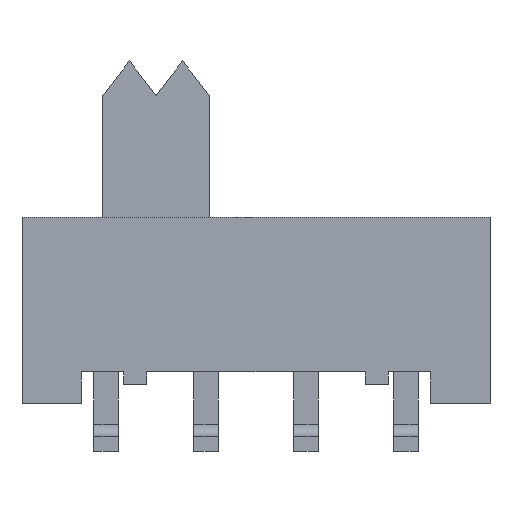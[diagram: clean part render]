
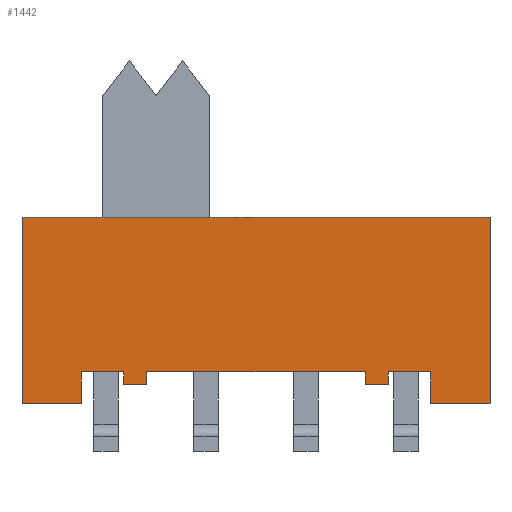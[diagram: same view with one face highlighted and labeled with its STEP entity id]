
A CAD part, front view. The second image highlights one B-rep face of the part: STEP entity #1442.
In plain terms, the highlighted planar face has unit normal (0, -1, 0).
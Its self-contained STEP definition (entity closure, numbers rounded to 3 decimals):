
#76=DIRECTION('',(0.,0.,-1.));
#77=VECTOR('',#76,5.969);
#78=CARTESIAN_POINT('',(-7.493,-2.794,0.));
#79=LINE('',#78,#77);
#176=DIRECTION('',(0.,0.,1.));
#177=VECTOR('',#176,1.016);
#178=CARTESIAN_POINT('',(-5.588,-2.794,-5.969));
#179=LINE('',#178,#177);
#180=DIRECTION('',(1.,0.,0.));
#181=VECTOR('',#180,14.986);
#182=CARTESIAN_POINT('',(-7.493,-2.794,0.));
#183=LINE('',#182,#181);
#184=DIRECTION('',(0.,0.,1.));
#185=VECTOR('',#184,1.016);
#186=CARTESIAN_POINT('',(5.588,-2.794,-5.969));
#187=LINE('',#186,#185);
#188=DIRECTION('',(1.,0.,0.));
#189=VECTOR('',#188,1.346);
#190=CARTESIAN_POINT('',(4.242,-2.794,-4.953));
#191=LINE('',#190,#189);
#192=DIRECTION('',(0.,0.,1.));
#193=VECTOR('',#192,0.406);
#194=CARTESIAN_POINT('',(4.242,-2.794,-5.359));
#195=LINE('',#194,#193);
#196=DIRECTION('',(1.,0.,0.));
#197=VECTOR('',#196,0.737);
#198=CARTESIAN_POINT('',(3.505,-2.794,-5.359));
#199=LINE('',#198,#197);
#200=DIRECTION('',(0.,0.,-1.));
#201=VECTOR('',#200,0.406);
#202=CARTESIAN_POINT('',(3.505,-2.794,-4.953));
#203=LINE('',#202,#201);
#204=DIRECTION('',(1.,0.,0.));
#205=VECTOR('',#204,7.01);
#206=CARTESIAN_POINT('',(-3.505,-2.794,-4.953));
#207=LINE('',#206,#205);
#208=DIRECTION('',(0.,0.,1.));
#209=VECTOR('',#208,0.406);
#210=CARTESIAN_POINT('',(-3.505,-2.794,-5.359));
#211=LINE('',#210,#209);
#212=DIRECTION('',(1.,0.,0.));
#213=VECTOR('',#212,0.737);
#214=CARTESIAN_POINT('',(-4.242,-2.794,-5.359));
#215=LINE('',#214,#213);
#216=DIRECTION('',(0.,0.,-1.));
#217=VECTOR('',#216,0.406);
#218=CARTESIAN_POINT('',(-4.242,-2.794,-4.953));
#219=LINE('',#218,#217);
#220=DIRECTION('',(1.,0.,0.));
#221=VECTOR('',#220,1.346);
#222=CARTESIAN_POINT('',(-5.588,-2.794,-4.953));
#223=LINE('',#222,#221);
#228=DIRECTION('',(1.,0.,0.));
#229=VECTOR('',#228,1.905);
#230=CARTESIAN_POINT('',(-7.493,-2.794,-5.969));
#231=LINE('',#230,#229);
#236=DIRECTION('',(1.,0.,0.));
#237=VECTOR('',#236,1.905);
#238=CARTESIAN_POINT('',(5.588,-2.794,-5.969));
#239=LINE('',#238,#237);
#532=DIRECTION('',(0.,0.,-1.));
#533=VECTOR('',#532,5.969);
#534=CARTESIAN_POINT('',(7.493,-2.794,0.));
#535=LINE('',#534,#533);
#989=CARTESIAN_POINT('',(-7.493,-2.794,0.));
#991=VERTEX_POINT('',#989);
#992=CARTESIAN_POINT('',(-7.493,-2.794,-5.969));
#993=VERTEX_POINT('',#992);
#1005=CARTESIAN_POINT('',(7.493,-2.794,0.));
#1007=VERTEX_POINT('',#1005);
#1008=CARTESIAN_POINT('',(7.493,-2.794,-5.969));
#1009=VERTEX_POINT('',#1008);
#1020=CARTESIAN_POINT('',(-5.588,-2.794,-5.969));
#1021=CARTESIAN_POINT('',(-5.588,-2.794,-4.953));
#1022=VERTEX_POINT('',#1020);
#1023=VERTEX_POINT('',#1021);
#1024=CARTESIAN_POINT('',(-4.242,-2.794,-4.953));
#1025=VERTEX_POINT('',#1024);
#1026=CARTESIAN_POINT('',(-4.242,-2.794,-5.359));
#1027=VERTEX_POINT('',#1026);
#1028=CARTESIAN_POINT('',(-3.505,-2.794,-5.359));
#1029=VERTEX_POINT('',#1028);
#1030=CARTESIAN_POINT('',(-3.505,-2.794,-4.953));
#1031=VERTEX_POINT('',#1030);
#1032=CARTESIAN_POINT('',(3.505,-2.794,-4.953));
#1033=VERTEX_POINT('',#1032);
#1034=CARTESIAN_POINT('',(3.505,-2.794,-5.359));
#1035=VERTEX_POINT('',#1034);
#1036=CARTESIAN_POINT('',(4.242,-2.794,-5.359));
#1037=VERTEX_POINT('',#1036);
#1038=CARTESIAN_POINT('',(4.242,-2.794,-4.953));
#1039=VERTEX_POINT('',#1038);
#1040=CARTESIAN_POINT('',(5.588,-2.794,-4.953));
#1041=VERTEX_POINT('',#1040);
#1042=CARTESIAN_POINT('',(5.588,-2.794,-5.969));
#1043=VERTEX_POINT('',#1042);
#1406=CARTESIAN_POINT('',(-7.493,-2.794,0.));
#1407=DIRECTION('',(0.,-1.,0.));
#1408=DIRECTION('',(0.,0.,-1.));
#1409=AXIS2_PLACEMENT_3D('',#1406,#1407,#1408);
#1410=PLANE('',#1409);
#1411=ORIENTED_EDGE('',*,*,#1380,.F.);
#1413=ORIENTED_EDGE('',*,*,#1412,.F.);
#1414=ORIENTED_EDGE('',*,*,#1295,.F.);
#1415=ORIENTED_EDGE('',*,*,#1322,.T.);
#1417=ORIENTED_EDGE('',*,*,#1416,.T.);
#1419=ORIENTED_EDGE('',*,*,#1418,.F.);
#1421=ORIENTED_EDGE('',*,*,#1420,.T.);
#1423=ORIENTED_EDGE('',*,*,#1422,.F.);
#1425=ORIENTED_EDGE('',*,*,#1424,.F.);
#1427=ORIENTED_EDGE('',*,*,#1426,.F.);
#1429=ORIENTED_EDGE('',*,*,#1428,.F.);
#1431=ORIENTED_EDGE('',*,*,#1430,.F.);
#1433=ORIENTED_EDGE('',*,*,#1432,.F.);
#1435=ORIENTED_EDGE('',*,*,#1434,.F.);
#1437=ORIENTED_EDGE('',*,*,#1436,.F.);
#1439=ORIENTED_EDGE('',*,*,#1438,.F.);
#1440=EDGE_LOOP('',(#1411,#1413,#1414,#1415,#1417,#1419,#1421,#1423,#1425,#1427,
#1429,#1431,#1433,#1435,#1437,#1439));
#1441=FACE_OUTER_BOUND('',#1440,.F.);
#1442=ADVANCED_FACE('',(#1441),#1410,.T.);
#1295=EDGE_CURVE('',#991,#993,#79,.T.);
#1322=EDGE_CURVE('',#991,#1007,#183,.T.);
#1380=EDGE_CURVE('',#1022,#1023,#179,.T.);
#1412=EDGE_CURVE('',#993,#1022,#231,.T.);
#1416=EDGE_CURVE('',#1007,#1009,#535,.T.);
#1418=EDGE_CURVE('',#1043,#1009,#239,.T.);
#1420=EDGE_CURVE('',#1043,#1041,#187,.T.);
#1422=EDGE_CURVE('',#1039,#1041,#191,.T.);
#1424=EDGE_CURVE('',#1037,#1039,#195,.T.);
#1426=EDGE_CURVE('',#1035,#1037,#199,.T.);
#1428=EDGE_CURVE('',#1033,#1035,#203,.T.);
#1430=EDGE_CURVE('',#1031,#1033,#207,.T.);
#1432=EDGE_CURVE('',#1029,#1031,#211,.T.);
#1434=EDGE_CURVE('',#1027,#1029,#215,.T.);
#1436=EDGE_CURVE('',#1025,#1027,#219,.T.);
#1438=EDGE_CURVE('',#1023,#1025,#223,.T.);
